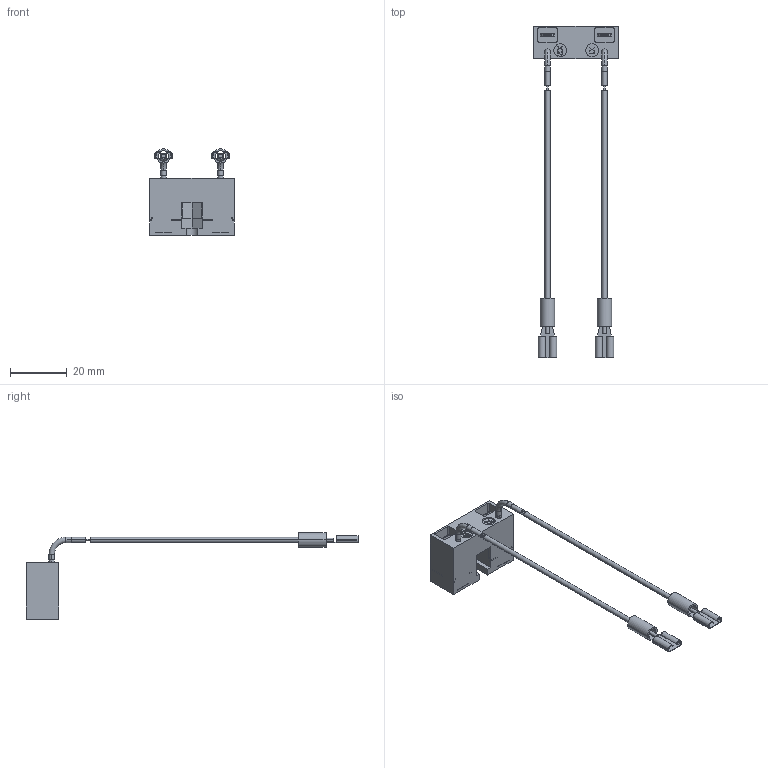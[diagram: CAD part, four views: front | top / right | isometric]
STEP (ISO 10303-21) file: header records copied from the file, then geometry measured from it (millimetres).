
FILE_DESCRIPTION((''),'2;1');
FILE_NAME('00551011010','2020-08-06T',('presta_be4'),(''),'CREO PARAMETRIC BY PTC INC, 2018360','CREO PARAMETRIC BY PTC INC, 2018360','');
FILE_SCHEMA(('CONFIG_CONTROL_DESIGN'));
Length unit declared in the file: millimetre
Products named in the file (1): 00551011010
Bounding box: 29.5 x 116.52 x 30.29 mm (x, y, z)
Volume: 4314.2 mm3; surface area: 7913.7 mm2
Topology: 3 solids, 3 shells, 1095 faces, 3086 edges, 2040 vertices
Faces by surface type: plane 1000, cylinder 83, bspline 8, torus 4
Entity records: 35205 total; most frequent: CARTESIAN_POINT 6740, ORIENTED_EDGE 6170, DIRECTION 5375, EDGE_CURVE 3085, VECTOR 2857, LINE 2857, VERTEX_POINT 2040, AXIS2_PLACEMENT_3D 1259
